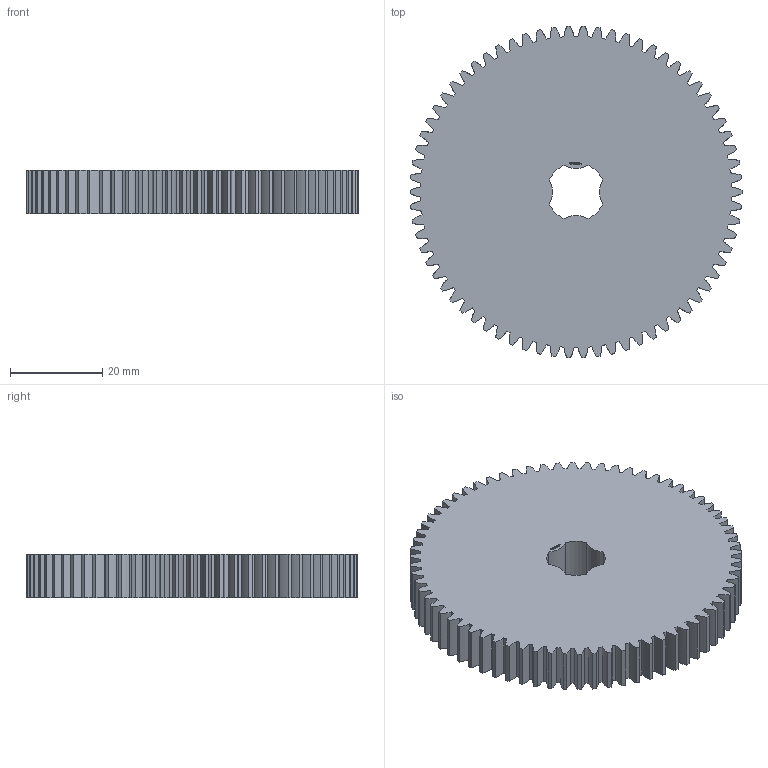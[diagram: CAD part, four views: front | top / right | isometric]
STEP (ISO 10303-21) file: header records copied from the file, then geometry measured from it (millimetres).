
FILE_DESCRIPTION(('FreeCAD Model'),'2;1');
FILE_NAME('Open CASCADE Shape Model','2024-03-10T23:05:07',(''),(''), 'Open CASCADE STEP processor 7.6','FreeCAD','Unknown');
FILE_SCHEMA(('AUTOMOTIVE_DESIGN { 1 0 10303 214 1 1 1 1 }'));
Products named in the file (1): Gear Wheel PLN TTH70 BU00.75 SFT-SHD - SPN-GWH-0259 (stemfie.org)
Bounding box: 72 x 71.96 x 9.38 mm (x, y, z)
Volume: 34899.6 mm3; surface area: 11985.2 mm2
Topology: 1 solids, 1 shells, 771 faces, 2217 edges, 1478 vertices
Faces by surface type: extrusion 446, plane 317, cylinder 8
Entity records: 72476 total; most frequent: CARTESIAN_POINT 25971, DIRECTION 5981, VECTOR 5281, LINE 4835, ORIENTED_EDGE 4434, PCURVE 4434, DEFINITIONAL_REPRESENTATION 4434, B_SPLINE_CURVE_WITH_KNOTS 2230
